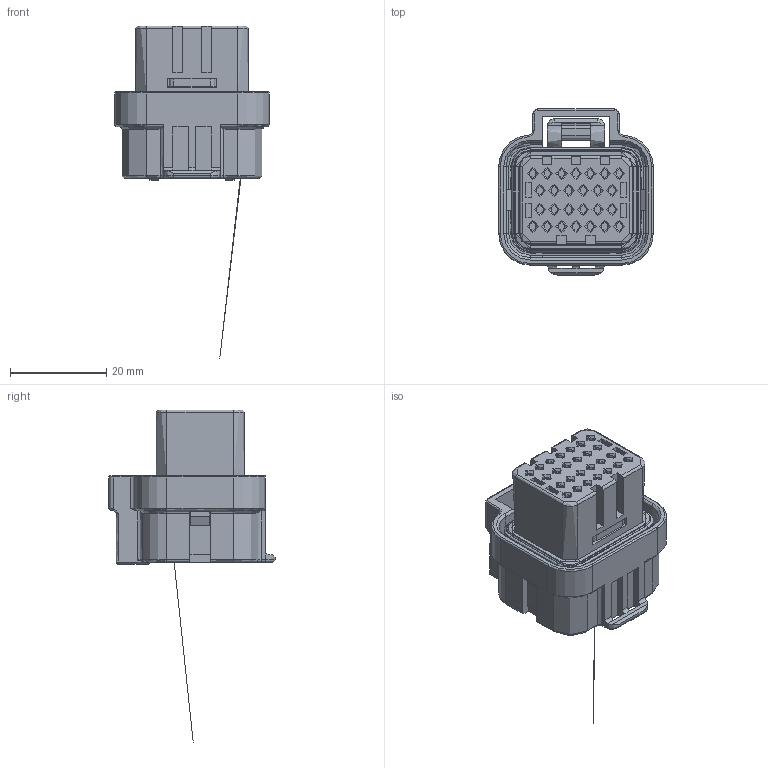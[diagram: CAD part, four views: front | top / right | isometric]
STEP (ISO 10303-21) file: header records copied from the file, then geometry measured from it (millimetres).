
FILE_DESCRIPTION( ('This file contains a STEP AP42 implementation' ,'as created by ZW3D STEP Interface translator.') ,'2;1' );
FILE_NAME( '73040 线端26P单键位(新3D）.stp' ,'23 4 7.1129 3', (''), ('ZWCAD Software Co.'), 'Version 1.0', 'ZW3D to STEP translator', '' );
FILE_SCHEMA(('AUTOMOTIVE_DESIGN { 1 0 10303 214 1 1 1 1 }'));
Length unit declared in the file: millimetre
Products named in the file (2): 0; 73040 线端26P单键位(新3D）
Bounding box: 32.2 x 34.6 x 69.13 mm (x, y, z)
Volume: 17327.5 mm3; surface area: 16439.4 mm2
Topology: 2 solids, 8 shells, 2727 faces, 7329 edges, 4624 vertices
Faces by surface type: plane 1090, cylinder 642, bspline 493, torus 316, cone 154, sphere 32
Full cylindrical faces by diameter (mm): 1 x4, 1.8 x4, 2.1 x26, 2.4 x80, 2.5 x26
Entity records: 97506 total; most frequent: CARTESIAN_POINT 27816, ORIENTED_EDGE 14710, DIRECTION 13326, EDGE_CURVE 7353, AXIS2_PLACEMENT_3D 4759, VERTEX_POINT 4648, VECTOR 3808, LINE 3808
